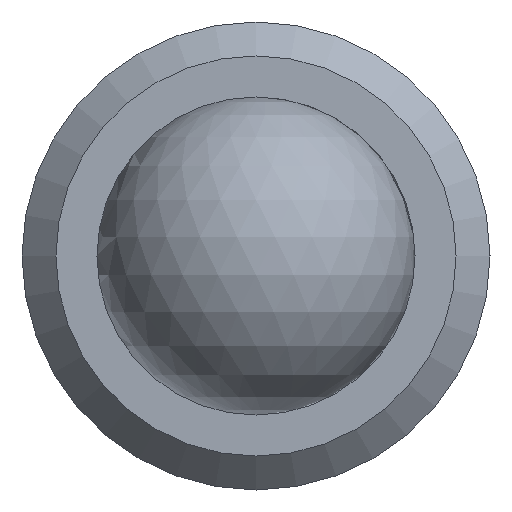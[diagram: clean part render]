
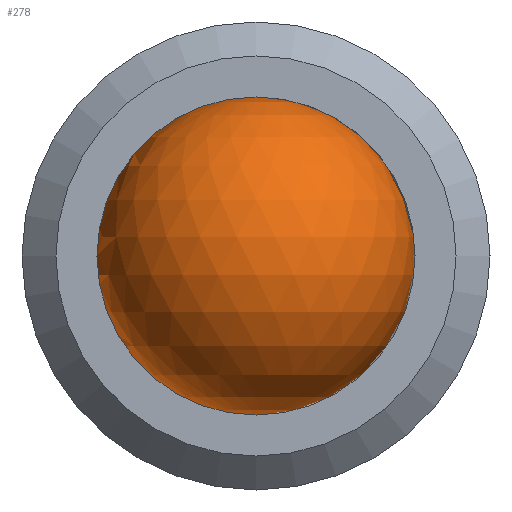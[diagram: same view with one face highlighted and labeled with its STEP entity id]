
A CAD part, left-side view. The second image highlights one B-rep face of the part: STEP entity #278.
In plain terms, the highlighted spherical face has radius 1.191 mm.
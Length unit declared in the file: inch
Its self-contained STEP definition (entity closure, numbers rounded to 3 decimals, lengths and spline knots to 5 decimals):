
#13=SPHERICAL_SURFACE('',#324,0.0469);
#44=FACE_OUTER_BOUND('',#62,.T.);
#62=EDGE_LOOP('',(#239,#240));
#72=CIRCLE('',#325,0.0469);
#137=VERTEX_POINT('',#482);
#138=VERTEX_POINT('',#483);
#172=EDGE_CURVE('',#137,#138,#72,.T.);
#239=ORIENTED_EDGE('',*,*,#172,.T.);
#240=ORIENTED_EDGE('',*,*,#172,.F.);
#278=ADVANCED_FACE('',(#44),#13,.T.);
#324=AXIS2_PLACEMENT_3D('',#481,#394,#395);
#325=AXIS2_PLACEMENT_3D('',#484,#396,#397);
#394=DIRECTION('center_axis',(0.,0.,-1.));
#395=DIRECTION('ref_axis',(0.,-1.,0.));
#396=DIRECTION('center_axis',(1.,0.,0.));
#397=DIRECTION('ref_axis',(0.,1.,0.));
#481=CARTESIAN_POINT('Origin',(-1.05401,0.6173,-0.07142));
#482=CARTESIAN_POINT('',(-1.05401,0.6173,-0.11832));
#483=CARTESIAN_POINT('',(-1.05401,0.6173,-0.02452));
#484=CARTESIAN_POINT('Origin',(-1.05401,0.6173,-0.07142));
